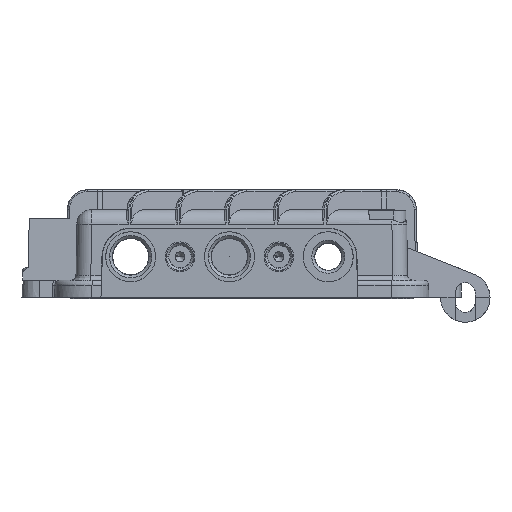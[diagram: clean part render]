
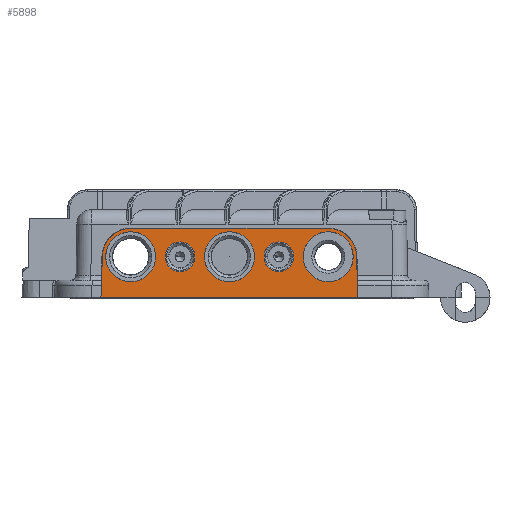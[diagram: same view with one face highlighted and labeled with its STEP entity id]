
A CAD part, left-side view. The second image highlights one B-rep face of the part: STEP entity #5898.
In plain terms, the highlighted planar face has unit normal (-1, 0, 0).
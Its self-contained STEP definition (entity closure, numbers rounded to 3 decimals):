
#1776=PLANE('',#22801);
#2063=FACE_BOUND('',#8409,.T.);
#2064=FACE_BOUND('',#8410,.T.);
#2065=FACE_BOUND('',#8411,.T.);
#2066=FACE_BOUND('',#8412,.T.);
#2067=FACE_BOUND('',#8413,.T.);
#2068=FACE_BOUND('',#8414,.T.);
#2861=LINE('',#31020,#4276);
#3147=LINE('',#34002,#4562);
#3318=LINE('',#36882,#4733);
#3320=LINE('',#36893,#4735);
#4276=VECTOR('',#24619,1.);
#4562=VECTOR('',#25479,1.);
#4733=VECTOR('',#26110,1.);
#4735=VECTOR('',#26118,1.);
#5898=ADVANCED_FACE('',(#2063,#2064,#2065,#2066,#2067,#2068),#1776,.T.);
#8409=EDGE_LOOP('',(#11663,#11664,#11665,#11666,#11667,#11668));
#8410=EDGE_LOOP('',(#11669,#11670));
#8411=EDGE_LOOP('',(#11671,#11672));
#8412=EDGE_LOOP('',(#11673,#11674));
#8413=EDGE_LOOP('',(#11675,#11676));
#8414=EDGE_LOOP('',(#11677,#11678));
#11663=ORIENTED_EDGE('',*,*,#19029,.T.);
#11664=ORIENTED_EDGE('',*,*,#19501,.T.);
#11665=ORIENTED_EDGE('',*,*,#19499,.F.);
#11666=ORIENTED_EDGE('',*,*,#19497,.T.);
#11667=ORIENTED_EDGE('',*,*,#19495,.T.);
#11668=ORIENTED_EDGE('',*,*,#18426,.F.);
#11669=ORIENTED_EDGE('',*,*,#19502,.F.);
#11670=ORIENTED_EDGE('',*,*,#19503,.F.);
#11671=ORIENTED_EDGE('',*,*,#19504,.F.);
#11672=ORIENTED_EDGE('',*,*,#19505,.F.);
#11673=ORIENTED_EDGE('',*,*,#19506,.F.);
#11674=ORIENTED_EDGE('',*,*,#19507,.F.);
#11675=ORIENTED_EDGE('',*,*,#19508,.F.);
#11676=ORIENTED_EDGE('',*,*,#19509,.F.);
#11677=ORIENTED_EDGE('',*,*,#19510,.F.);
#11678=ORIENTED_EDGE('',*,*,#19511,.F.);
#16247=VERTEX_POINT('',#31019);
#16248=VERTEX_POINT('',#31021);
#16688=VERTEX_POINT('',#34000);
#16985=VERTEX_POINT('',#36883);
#16986=VERTEX_POINT('',#36890);
#16987=VERTEX_POINT('',#36894);
#16988=VERTEX_POINT('',#36900);
#16989=VERTEX_POINT('',#36901);
#16990=VERTEX_POINT('',#36904);
#16991=VERTEX_POINT('',#36905);
#16992=VERTEX_POINT('',#36908);
#16993=VERTEX_POINT('',#36909);
#16994=VERTEX_POINT('',#36912);
#16995=VERTEX_POINT('',#36913);
#16996=VERTEX_POINT('',#36916);
#16997=VERTEX_POINT('',#36917);
#18426=EDGE_CURVE('',#16247,#16248,#2861,.T.);
#19029=EDGE_CURVE('',#16247,#16688,#3147,.T.);
#19495=EDGE_CURVE('',#16985,#16248,#3318,.T.);
#19497=EDGE_CURVE('',#16986,#16985,#21614,.T.);
#19499=EDGE_CURVE('',#16986,#16987,#3320,.T.);
#19501=EDGE_CURVE('',#16688,#16987,#21615,.T.);
#19502=EDGE_CURVE('',#16988,#16989,#21616,.T.);
#19503=EDGE_CURVE('',#16989,#16988,#21617,.T.);
#19504=EDGE_CURVE('',#16990,#16991,#21618,.T.);
#19505=EDGE_CURVE('',#16991,#16990,#21619,.T.);
#19506=EDGE_CURVE('',#16992,#16993,#21620,.T.);
#19507=EDGE_CURVE('',#16993,#16992,#21621,.T.);
#19508=EDGE_CURVE('',#16994,#16995,#21622,.T.);
#19509=EDGE_CURVE('',#16995,#16994,#21623,.T.);
#19510=EDGE_CURVE('',#16996,#16997,#21624,.T.);
#19511=EDGE_CURVE('',#16997,#16996,#21625,.T.);
#21614=CIRCLE('',#22786,11.514);
#21615=CIRCLE('',#22789,11.514);
#21616=CIRCLE('',#22791,10.172);
#21617=CIRCLE('',#22792,10.172);
#21618=CIRCLE('',#22793,10.172);
#21619=CIRCLE('',#22794,10.172);
#21620=CIRCLE('',#22795,10.172);
#21621=CIRCLE('',#22796,10.172);
#21622=CIRCLE('',#22797,6.041);
#21623=CIRCLE('',#22798,6.041);
#21624=CIRCLE('',#22799,6.041);
#21625=CIRCLE('',#22800,6.041);
#22786=AXIS2_PLACEMENT_3D('',#36889,#26113,#26114);
#22789=AXIS2_PLACEMENT_3D('',#36897,#26122,#26123);
#22791=AXIS2_PLACEMENT_3D('',#36899,#26126,#26127);
#22792=AXIS2_PLACEMENT_3D('',#36902,#26128,#26129);
#22793=AXIS2_PLACEMENT_3D('',#36903,#26130,#26131);
#22794=AXIS2_PLACEMENT_3D('',#36906,#26132,#26133);
#22795=AXIS2_PLACEMENT_3D('',#36907,#26134,#26135);
#22796=AXIS2_PLACEMENT_3D('',#36910,#26136,#26137);
#22797=AXIS2_PLACEMENT_3D('',#36911,#26138,#26139);
#22798=AXIS2_PLACEMENT_3D('',#36914,#26140,#26141);
#22799=AXIS2_PLACEMENT_3D('',#36915,#26142,#26143);
#22800=AXIS2_PLACEMENT_3D('',#36918,#26144,#26145);
#22801=AXIS2_PLACEMENT_3D('',#36919,#26146,#26147);
#24619=DIRECTION('',(0.,1.,0.));
#25479=DIRECTION('',(0.,0.035,0.999));
#26110=DIRECTION('',(0.,0.035,-0.999));
#26113=DIRECTION('',(-1.,0.,0.));
#26114=DIRECTION('',(0.,0.,1.));
#26118=DIRECTION('',(0.,-1.,0.));
#26122=DIRECTION('',(-1.,0.,0.));
#26123=DIRECTION('',(0.,-1.,0.));
#26126=DIRECTION('',(-1.,0.,0.));
#26127=DIRECTION('',(0.,-1.,0.));
#26128=DIRECTION('',(-1.,0.,0.));
#26129=DIRECTION('',(0.,1.,0.));
#26130=DIRECTION('',(-1.,0.,0.));
#26131=DIRECTION('',(0.,-1.,0.));
#26132=DIRECTION('',(-1.,0.,0.));
#26133=DIRECTION('',(0.,1.,0.));
#26134=DIRECTION('',(-1.,0.,0.));
#26135=DIRECTION('',(0.,-1.,0.));
#26136=DIRECTION('',(-1.,0.,0.));
#26137=DIRECTION('',(0.,1.,0.));
#26138=DIRECTION('',(-1.,0.,0.));
#26139=DIRECTION('',(0.,1.,0.));
#26140=DIRECTION('',(-1.,0.,0.));
#26141=DIRECTION('',(0.,-1.,0.));
#26142=DIRECTION('',(-1.,0.,0.));
#26143=DIRECTION('',(0.,1.,0.));
#26144=DIRECTION('',(-1.,0.,0.));
#26145=DIRECTION('',(0.,-1.,0.));
#26146=DIRECTION('',(-1.,0.,0.));
#26147=DIRECTION('',(0.,0.,-1.));
#31019=CARTESIAN_POINT('',(-115.877,-42.243,0.));
#31020=CARTESIAN_POINT('',(-115.877,-42.243,0.));
#31021=CARTESIAN_POINT('',(-115.877,62.343,0.));
#34000=CARTESIAN_POINT('',(-115.876,-41.664,16.582));
#34002=CARTESIAN_POINT('',(-115.877,-41.589,18.737));
#36882=CARTESIAN_POINT('',(-115.877,61.714,18.036));
#36883=CARTESIAN_POINT('',(-115.877,61.764,16.583));
#36889=CARTESIAN_POINT('',(-115.877,50.25,16.583));
#36890=CARTESIAN_POINT('',(-115.877,50.25,28.097));
#36893=CARTESIAN_POINT('',(-115.877,50.25,28.097));
#36894=CARTESIAN_POINT('',(-115.877,-30.15,28.097));
#36897=CARTESIAN_POINT('',(-115.877,-30.15,16.583));
#36899=CARTESIAN_POINT('',(-115.877,-30.15,16.583));
#36900=CARTESIAN_POINT('',(-115.877,-40.322,16.583));
#36901=CARTESIAN_POINT('',(-115.877,-19.978,16.583));
#36902=CARTESIAN_POINT('',(-115.877,-30.15,16.583));
#36903=CARTESIAN_POINT('',(-115.877,10.05,16.583));
#36904=CARTESIAN_POINT('',(-115.877,-0.122,16.583));
#36905=CARTESIAN_POINT('',(-115.877,20.222,16.583));
#36906=CARTESIAN_POINT('',(-115.877,10.05,16.583));
#36907=CARTESIAN_POINT('',(-115.877,50.25,16.583));
#36908=CARTESIAN_POINT('',(-115.877,40.078,16.583));
#36909=CARTESIAN_POINT('',(-115.877,60.422,16.583));
#36910=CARTESIAN_POINT('',(-115.877,50.25,16.583));
#36911=CARTESIAN_POINT('',(-115.877,30.15,16.583));
#36912=CARTESIAN_POINT('',(-115.877,36.191,16.583));
#36913=CARTESIAN_POINT('',(-115.877,24.109,16.583));
#36914=CARTESIAN_POINT('',(-115.877,30.15,16.583));
#36915=CARTESIAN_POINT('',(-115.877,-10.05,16.583));
#36916=CARTESIAN_POINT('',(-115.877,-4.009,16.583));
#36917=CARTESIAN_POINT('',(-115.877,-16.091,16.583));
#36918=CARTESIAN_POINT('',(-115.877,-10.05,16.583));
#36919=CARTESIAN_POINT('',(-115.877,20.1,16.583));
